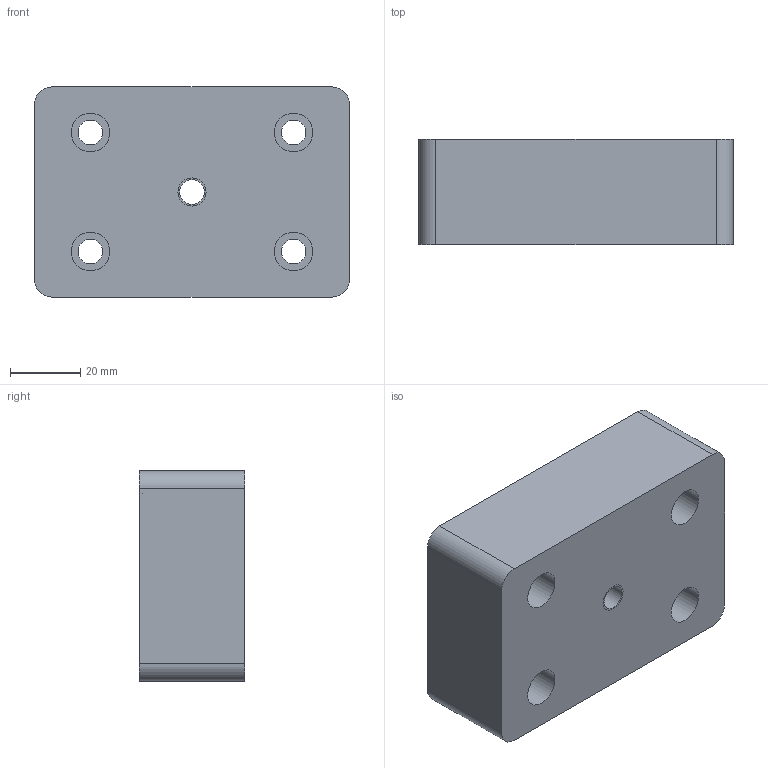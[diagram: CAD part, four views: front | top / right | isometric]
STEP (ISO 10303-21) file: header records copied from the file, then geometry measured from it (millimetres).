
FILE_DESCRIPTION((''),'2;1');
FILE_NAME('JC35TT-0144','2021-01-06T16:21:46',('sa'),('捷昌驱动'),'CREO PARAMETRIC BY PTC INC, 2018100','CREO PARAMETRIC BY PTC INC, 2018100','');
FILE_SCHEMA(('CONFIG_CONTROL_DESIGN'));
Length unit declared in the file: millimetre
Products named in the file (1): JC35TT-0144
Bounding box: 90 x 30 x 60 mm (x, y, z)
Volume: 85824.4 mm3; surface area: 38537.2 mm2
Topology: 1 solids, 2 shells, 81 faces, 206 edges, 138 vertices
Faces by surface type: plane 43, cylinder 38
Entity records: 2538 total; most frequent: DIRECTION 448, CARTESIAN_POINT 426, ORIENTED_EDGE 408, EDGE_CURVE 206, AXIS2_PLACEMENT_3D 160, VERTEX_POINT 138, VECTOR 128, LINE 128
